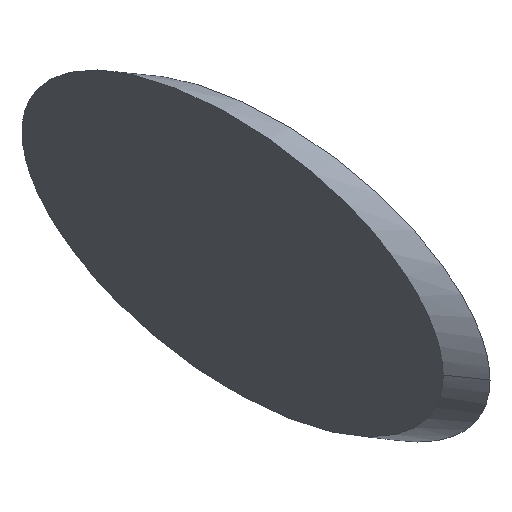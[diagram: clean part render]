
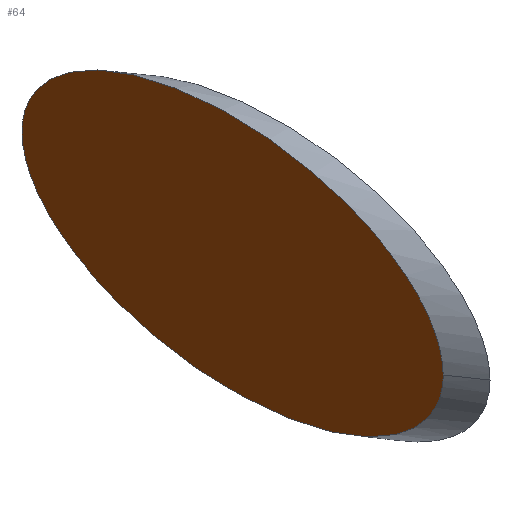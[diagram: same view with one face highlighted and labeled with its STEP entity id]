
A CAD part, isometric view. The second image highlights one B-rep face of the part: STEP entity #64.
In plain terms, the highlighted planar face has unit normal (-1, 0, 0).
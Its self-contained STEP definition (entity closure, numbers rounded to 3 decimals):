
#3 = EDGE_CURVE ( 'NONE', #15, #113, #79, .T. ) ;
#6 = AXIS2_PLACEMENT_3D ( 'NONE', #53, #126, #114 ) ;
#7 = CARTESIAN_POINT ( 'NONE',  ( -1., 23.565, 0. ) ) ;
#15 = VERTEX_POINT ( 'NONE', #163 ) ;
#21 = CARTESIAN_POINT ( 'NONE',  ( -1., -20.648, 25. ) ) ;
#22 = PLANE ( 'NONE',  #6 ) ;
#35 = FACE_OUTER_BOUND ( 'NONE', #54, .T. ) ;
#52 = CARTESIAN_POINT ( 'NONE',  ( -1., 23.565, 25. ) ) ;
#53 = CARTESIAN_POINT ( 'NONE',  ( -1., 23.565, -12.5 ) ) ;
#54 = EDGE_LOOP ( 'NONE', ( #60, #133 ) ) ;
#60 = ORIENTED_EDGE ( 'NONE', *, *, #134, .T. ) ;
#64 = ADVANCED_FACE ( 'NONE', ( #35 ), #22, .T. ) ;
#66 = CARTESIAN_POINT ( 'NONE',  ( -1., 23.565, 0. ) ) ;
#69 = CARTESIAN_POINT ( 'NONE',  ( -1., 23.565, -25. ) ) ;
#79 =( BOUNDED_CURVE ( )  B_SPLINE_CURVE ( 3, ( #7, #69, #166, #165 ),
 .UNSPECIFIED., .F., .F. ) 
 B_SPLINE_CURVE_WITH_KNOTS ( ( 4, 4 ),
 ( 0., 3.142 ),
 .UNSPECIFIED. ) 
 CURVE ( )  GEOMETRIC_REPRESENTATION_ITEM ( )  RATIONAL_B_SPLINE_CURVE ( ( 1., 0.333, 0.333, 1. ) ) 
 REPRESENTATION_ITEM ( '' )  );
#113 = VERTEX_POINT ( 'NONE', #137 ) ;
#114 = DIRECTION ( 'NONE',  ( 0., 0., 1. ) ) ;
#126 = DIRECTION ( 'NONE',  ( -1., 0., 0. ) ) ;
#133 = ORIENTED_EDGE ( 'NONE', *, *, #3, .T. ) ;
#134 = EDGE_CURVE ( 'NONE', #113, #15, #136, .T. ) ;
#136 =( BOUNDED_CURVE ( )  B_SPLINE_CURVE ( 3, ( #164, #21, #52, #66 ),
 .UNSPECIFIED., .F., .T. ) 
 B_SPLINE_CURVE_WITH_KNOTS ( ( 4, 4 ),
 ( 3.142, 6.283 ),
 .UNSPECIFIED. ) 
 CURVE ( )  GEOMETRIC_REPRESENTATION_ITEM ( )  RATIONAL_B_SPLINE_CURVE ( ( 1., 0.333, 0.333, 1. ) ) 
 REPRESENTATION_ITEM ( '' )  );
#137 = CARTESIAN_POINT ( 'NONE',  ( -1., -20.648, 0. ) ) ;
#163 = CARTESIAN_POINT ( 'NONE',  ( -1., 23.565, 0. ) ) ;
#164 = CARTESIAN_POINT ( 'NONE',  ( -1., -20.648, 0. ) ) ;
#165 = CARTESIAN_POINT ( 'NONE',  ( -1., -20.648, 0. ) ) ;
#166 = CARTESIAN_POINT ( 'NONE',  ( -1., -20.648, -25. ) ) ;
